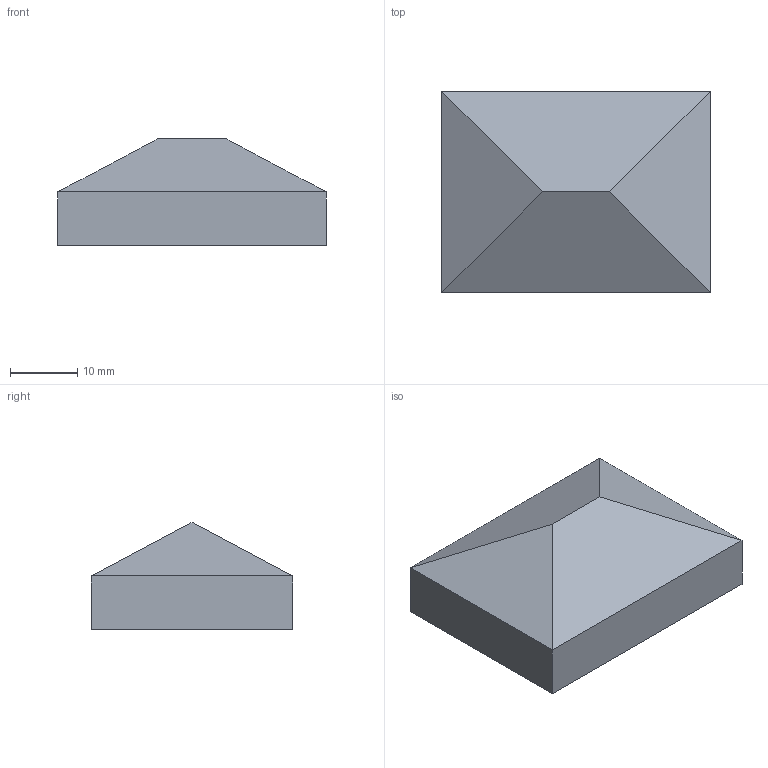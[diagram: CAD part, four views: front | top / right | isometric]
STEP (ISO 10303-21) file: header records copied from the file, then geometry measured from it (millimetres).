
FILE_DESCRIPTION(/* description */ (''),/* implementation_level */ '2;1');
FILE_NAME(/* name */ '2141_Cosch_Edelstahltechnik.stp',/* time_stamp */ '2018-11-17T18:04:23+01:00',/* author */ (''),/* organization */ (''),/* preprocessor_version */ 'ST-DEVELOPER v16',/* originating_system */ 'SIEMENS PLM Software NX 11.0',/* authorisation */ '');
FILE_SCHEMA (('AUTOMOTIVE_DESIGN { 1 0 10303 214 3 1 1 1 }'));
Length unit declared in the file: millimetre
Products named in the file (1): Goge239860DCck7z
Bounding box: 40 x 30 x 15.98 mm (x, y, z)
Volume: 2328.9 mm3; surface area: 4796.8 mm2
Topology: 1 solids, 1 shells, 17 faces, 34 edges, 21 vertices
Faces by surface type: plane 17
Entity records: 476 total; most frequent: CARTESIAN_POINT 74, DIRECTION 72, ORIENTED_EDGE 68, EDGE_CURVE 34, LINE 34, VECTOR 34, VERTEX_POINT 20, AXIS2_PLACEMENT_3D 19
